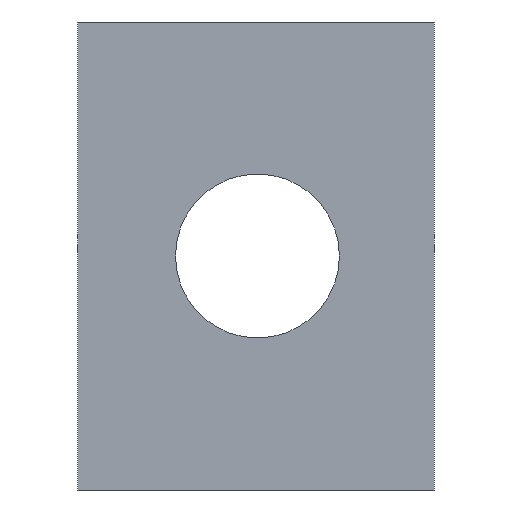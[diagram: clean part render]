
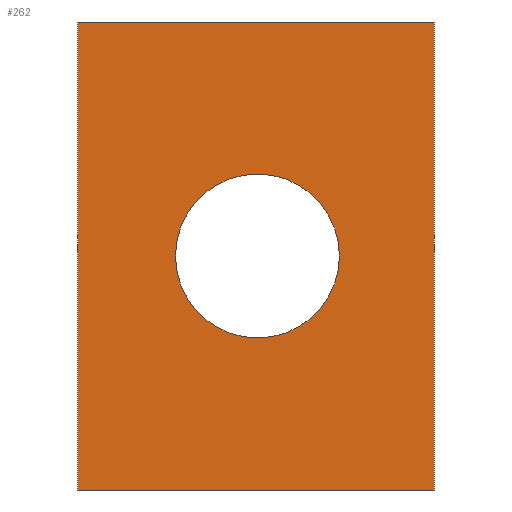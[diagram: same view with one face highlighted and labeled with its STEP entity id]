
A CAD part, front view. The second image highlights one B-rep face of the part: STEP entity #262.
In plain terms, the highlighted planar face has unit normal (0, -1, 0).
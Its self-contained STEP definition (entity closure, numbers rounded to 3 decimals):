
#5 = EDGE_LOOP ( 'NONE', ( #20, #24, #23, #25 ) ) ;
#6 = EDGE_LOOP ( 'NONE', ( #28, #27 ) ) ;
#20 = ORIENTED_EDGE ( 'NONE', *, *, #278, .F. ) ;
#23 = ORIENTED_EDGE ( 'NONE', *, *, #279, .F. ) ;
#24 = ORIENTED_EDGE ( 'NONE', *, *, #277, .F. ) ;
#25 = ORIENTED_EDGE ( 'NONE', *, *, #280, .F. ) ;
#27 = ORIENTED_EDGE ( 'NONE', *, *, #281, .T. ) ;
#28 = ORIENTED_EDGE ( 'NONE', *, *, #270, .T. ) ;
#48 = VERTEX_POINT ( 'NONE', #60 ) ;
#49 = VERTEX_POINT ( 'NONE', #61 ) ;
#50 = VERTEX_POINT ( 'NONE', #62 ) ;
#52 = VERTEX_POINT ( 'NONE', #64 ) ;
#53 = VERTEX_POINT ( 'NONE', #65 ) ;
#55 = VERTEX_POINT ( 'NONE', #67 ) ;
#60 = CARTESIAN_POINT ( 'NONE',  ( -32.097, 0., 53.363 ) ) ;
#61 = CARTESIAN_POINT ( 'NONE',  ( -32.097, 0., -30.116 ) ) ;
#62 = CARTESIAN_POINT ( 'NONE',  ( 31.569, 0., 53.363 ) ) ;
#64 = CARTESIAN_POINT ( 'NONE',  ( 31.569, 0., -30.116 ) ) ;
#65 = CARTESIAN_POINT ( 'NONE',  ( 0., 0., -2.995 ) ) ;
#67 = CARTESIAN_POINT ( 'NONE',  ( 0., 0., 26.242 ) ) ;
#79 = PLANE ( 'NONE',  #252 ) ;
#80 = CARTESIAN_POINT ( 'NONE',  ( 0., 0., 0. ) ) ;
#81 = DIRECTION ( 'NONE',  ( 0., 1., 0. ) ) ;
#82 = DIRECTION ( 'NONE',  ( 0., 0., 1. ) ) ;
#105 = CARTESIAN_POINT ( 'NONE',  ( 0., 0., 11.624 ) ) ;
#109 = DIRECTION ( 'NONE',  ( 0., 1., 0. ) ) ;
#110 = DIRECTION ( 'NONE',  ( 0., 0., 1. ) ) ;
#129 = CARTESIAN_POINT ( 'NONE',  ( 0., 0., 11.624 ) ) ;
#130 = LINE ( 'NONE', #131, #213 ) ;
#131 = CARTESIAN_POINT ( 'NONE',  ( -32.097, 0., -30.116 ) ) ;
#132 = DIRECTION ( 'NONE',  ( -1., 0., 0. ) ) ;
#133 = LINE ( 'NONE', #134, #210 ) ;
#134 = CARTESIAN_POINT ( 'NONE',  ( -32.097, 0., -30.116 ) ) ;
#135 = DIRECTION ( 'NONE',  ( 0., 0., 1. ) ) ;
#136 = LINE ( 'NONE', #137, #212 ) ;
#137 = CARTESIAN_POINT ( 'NONE',  ( 31.569, 0., -30.116 ) ) ;
#138 = DIRECTION ( 'NONE',  ( 0., 0., -1. ) ) ;
#139 = LINE ( 'NONE', #140, #211 ) ;
#140 = CARTESIAN_POINT ( 'NONE',  ( -32.097, 0., 53.363 ) ) ;
#141 = DIRECTION ( 'NONE',  ( 1., 0., 0. ) ) ;
#142 = DIRECTION ( 'NONE',  ( 0., 1., 0. ) ) ;
#143 = DIRECTION ( 'NONE',  ( 0., 0., 1. ) ) ;
#202 = AXIS2_PLACEMENT_3D ( 'NONE', #105, #109, #110 ) ;
#209 = AXIS2_PLACEMENT_3D ( 'NONE', #129, #142, #143 ) ;
#210 = VECTOR ( 'NONE', #135, 1000. ) ;
#211 = VECTOR ( 'NONE', #141, 1000. ) ;
#212 = VECTOR ( 'NONE', #138, 1000. ) ;
#213 = VECTOR ( 'NONE', #132, 1000. ) ;
#246 = FACE_BOUND ( 'NONE', #6, .T. ) ;
#247 = FACE_OUTER_BOUND ( 'NONE', #5, .T. ) ;
#252 = AXIS2_PLACEMENT_3D ( 'NONE', #80, #81, #82 ) ;
#262 = ADVANCED_FACE ( 'NONE', ( #247, #246 ), #79, .F. ) ;
#270 = EDGE_CURVE ( 'NONE', #53, #55, #289, .T. ) ;
#277 = EDGE_CURVE ( 'NONE', #52, #49, #130, .T. ) ;
#278 = EDGE_CURVE ( 'NONE', #49, #48, #133, .T. ) ;
#279 = EDGE_CURVE ( 'NONE', #50, #52, #136, .T. ) ;
#280 = EDGE_CURVE ( 'NONE', #48, #50, #139, .T. ) ;
#281 = EDGE_CURVE ( 'NONE', #55, #53, #287, .T. ) ;
#287 = CIRCLE ( 'NONE', #209, 14.619 ) ;
#289 = CIRCLE ( 'NONE', #202, 14.619 ) ;
